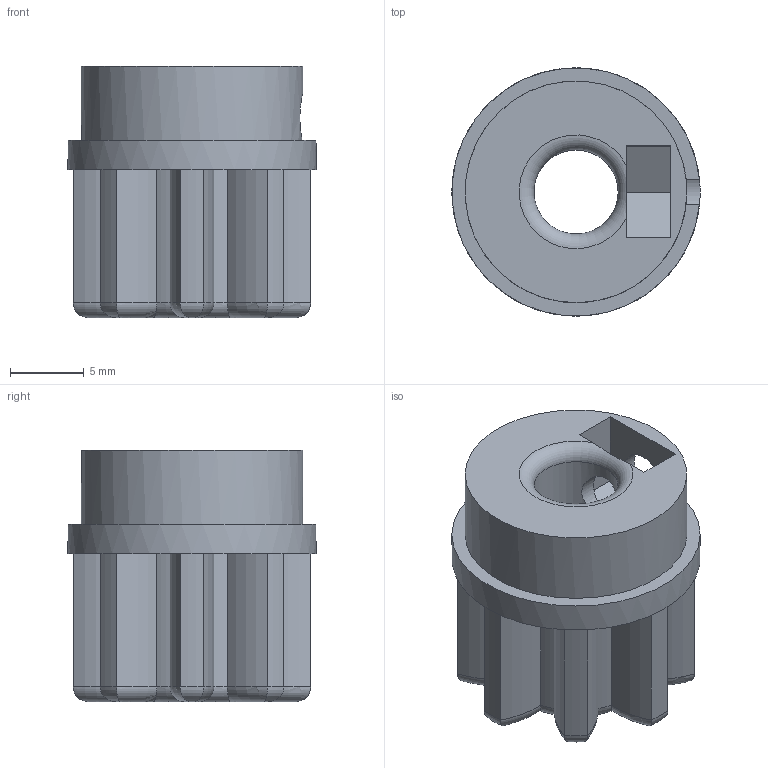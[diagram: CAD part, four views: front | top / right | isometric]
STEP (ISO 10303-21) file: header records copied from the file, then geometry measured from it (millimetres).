
FILE_DESCRIPTION(/* description */ ('Cycl_enganajeMotorZ'),/* implementation_level */ '2;1');
FILE_NAME(/* name */ 'G004170_Engranaje_motor.stp',/* time_stamp */ '2015-09-04T18:36:56+02:00',/* author */ ('jnazabal'),/* organization */ (''),/* preprocessor_version */ 'ST-DEVELOPER v15.6',/* originating_system */ 'Autodesk Inventor 2015',/* authorisation */ '');
FILE_SCHEMA (('AUTOMOTIVE_DESIGN { 1 0 10303 214 3 1 1 }'));
Length unit declared in the file: millimetre
Products named in the file (1): Engranaje recto11
Bounding box: 16.8 x 16.8 x 17 mm (x, y, z)
Volume: 2163 mm3; surface area: 1819.8 mm2
Topology: 1 solids, 1 shells, 80 faces, 206 edges, 127 vertices
Faces by surface type: cylinder 37, torus 33, plane 10
Full cylindrical faces by diameter (mm): 3.45 x2, 5.7 x1, 15 x1, 16.8 x1
Entity records: 2810 total; most frequent: CARTESIAN_POINT 892, DIRECTION 422, ORIENTED_EDGE 384, EDGE_CURVE 192, AXIS2_PLACEMENT_3D 186, VERTEX_POINT 120, CIRCLE 105, EDGE_LOOP 92
